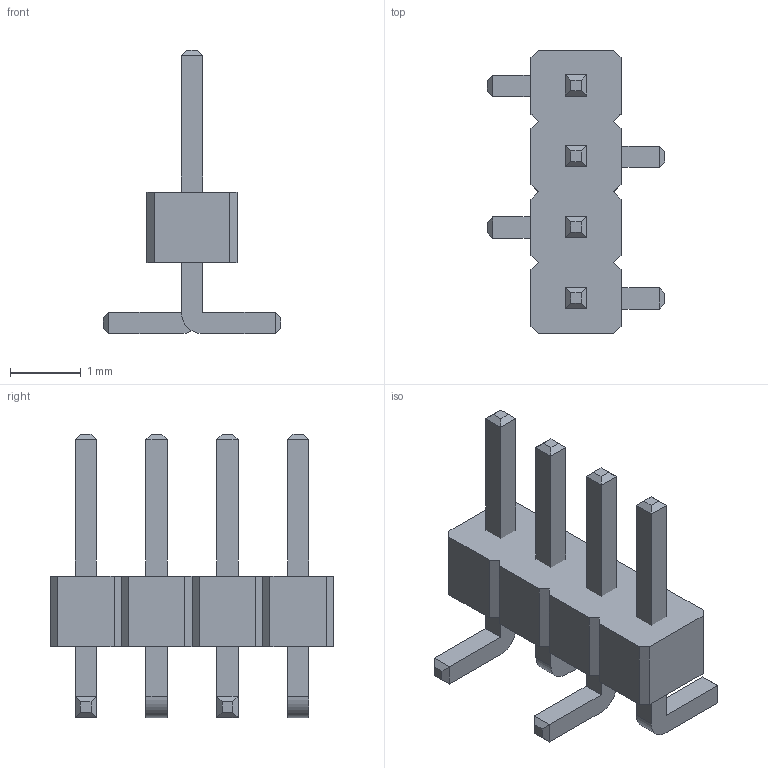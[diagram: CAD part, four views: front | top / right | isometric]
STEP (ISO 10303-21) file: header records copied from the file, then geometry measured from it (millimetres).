
FILE_DESCRIPTION(/* description */ ('model of PinHeader_1x04_P1.00mm_Vertical_SMD_Pin1Left'),/* implementation_level */ '2;1');
FILE_NAME(/* name */ 'PinHeader_1x04_P1.00mm_Vertical_SMD_Pin1Left.step',/* time_stamp */ '2018-01-24T12:08:00',/* author */ ('kicad StepUp','ksu'),/* organization */ ('FreeCAD'),/* preprocessor_version */ 'OCC',/* originating_system */ 'kicad StepUp',/* authorisation */ '');
FILE_SCHEMA(('AUTOMOTIVE_DESIGN { 1 0 10303 214 1 1 1 1 }'));
Length unit declared in the file: millimetre
Products named in the file (2): PinHeader_1x04_P100mm_Vertical_SMD_Pin1Left; Shape0_584055875576
Bounding box: 2.5 x 4 x 4 mm (x, y, z)
Volume: 6.8 mm3; surface area: 45.2 mm2
Topology: 5 solids, 5 shells, 96 faces, 226 edges, 140 vertices
Faces by surface type: plane 92, cylinder 4
Entity records: 1807 total; most frequent: ORIENTED_EDGE 350, CARTESIAN_POINT 267, EDGE_CURVE 226, LINE 218, VERTEX_POINT 140, AXIS2_PLACEMENT_3D 103, ADVANCED_FACE 96, FACE_BOUND 96
